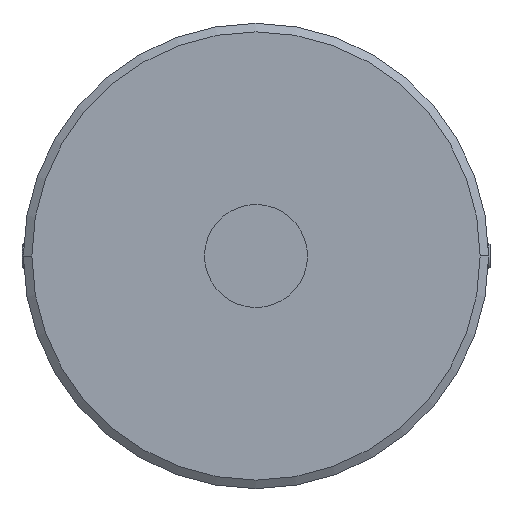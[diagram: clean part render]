
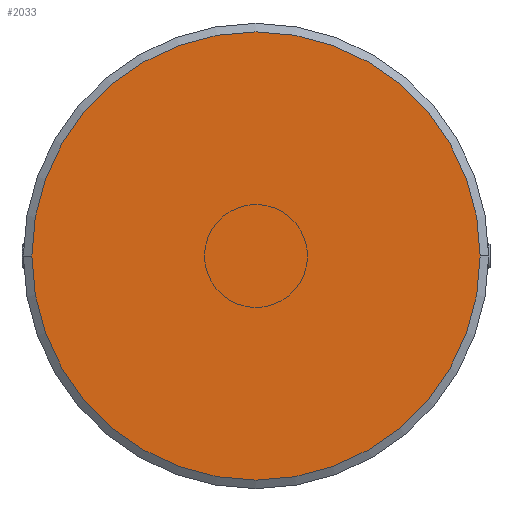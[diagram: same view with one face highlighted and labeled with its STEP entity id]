
A CAD part, front view. The second image highlights one B-rep face of the part: STEP entity #2033.
In plain terms, the highlighted planar face has unit normal (0, -1, 0).
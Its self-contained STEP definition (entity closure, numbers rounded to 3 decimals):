
#96 = AXIS2_PLACEMENT_3D ( 'NONE', #4509, #1201, #1659 ) ;
#471 = EDGE_CURVE ( 'Defeatured_0_9+Defeatured_0_10+Defeatured_0_10+Defeatured_0_10', #766, #2352, #1737, .T. ) ;
#724 = FACE_OUTER_BOUND ( 'NONE', #3341, .T. ) ;
#766 = VERTEX_POINT ( 'NONE', #3373 ) ;
#774 = ORIENTED_EDGE ( 'NONE', *, *, #471, .T. ) ;
#883 = AXIS2_PLACEMENT_3D ( 'NONE', #5131, #1045, #2357 ) ;
#1045 = DIRECTION ( 'NONE',  ( 0., -1., 0. ) ) ;
#1201 = DIRECTION ( 'NONE',  ( 0., -1., 0. ) ) ;
#1659 = DIRECTION ( 'NONE',  ( 1., 0., 0. ) ) ;
#1737 = CIRCLE ( 'NONE', #96, 87.5 ) ;
#1863 = CARTESIAN_POINT ( 'NONE',  ( 0., -130.6, 0. ) ) ;
#2033 = ADVANCED_FACE ( 'Defeatured_0_9', ( #724 ), #3187, .T. ) ;
#2117 = AXIS2_PLACEMENT_3D ( 'NONE', #1863, #5034, #5113 ) ;
#2287 = ORIENTED_EDGE ( 'NONE', *, *, #5073, .T. ) ;
#2352 = VERTEX_POINT ( 'NONE', #5045 ) ;
#2357 = DIRECTION ( 'NONE',  ( 1., 0., 0. ) ) ;
#3187 = PLANE ( 'NONE',  #883 ) ;
#3341 = EDGE_LOOP ( 'NONE', ( #2287, #774 ) ) ;
#3373 = CARTESIAN_POINT ( 'NONE',  ( 87.5, -130.6, 0. ) ) ;
#3831 = CIRCLE ( 'NONE', #2117, 87.5 ) ;
#4509 = CARTESIAN_POINT ( 'NONE',  ( 0., -130.6, 0. ) ) ;
#5034 = DIRECTION ( 'NONE',  ( 0., -1., 0. ) ) ;
#5045 = CARTESIAN_POINT ( 'NONE',  ( -87.5, -130.6, 0. ) ) ;
#5073 = EDGE_CURVE ( 'Defeatured_0_9+Defeatured_0_10+Defeatured_0_10+Defeatured_0_10', #2352, #766, #3831, .T. ) ;
#5113 = DIRECTION ( 'NONE',  ( 1., 0., 0. ) ) ;
#5131 = CARTESIAN_POINT ( 'NONE',  ( 0., -130.6, 0. ) ) ;
